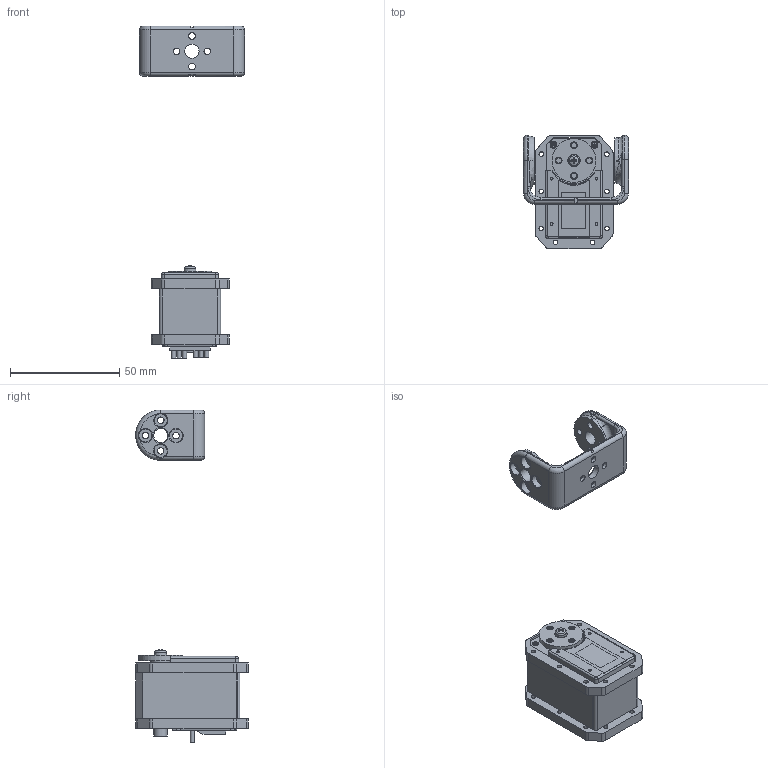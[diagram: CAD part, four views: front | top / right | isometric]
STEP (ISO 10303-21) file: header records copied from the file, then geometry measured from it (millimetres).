
FILE_DESCRIPTION(/* description */ (''),/* implementation_level */ '2;1');
FILE_NAME(/* name */ 'neck.step',/* time_stamp */ '2025-12-21T14:54:27+01:00',/* author */ (''),/* organization */ (''),/* preprocessor_version */ 'ST-DEVELOPER v20.1',/* originating_system */ 'Autodesk Translation Framework v14.21.0.0',/* authorisation */ '');
FILE_SCHEMA (('AUTOMOTIVE_DESIGN { 1 0 10303 214 3 1 1 }'));
Products named in the file (8): neck_Dfaut; feetech-servo-adapter; STS3215_03a; Composant3; Composant4; PHS JIS B 1111 - M3 x 4 - H Acier inoxydable A2 Standard; vis; connector F
Assembly tree (9 placements, depth 4):
  neck_Dfaut
    feetech-servo-adapter
      STS3215_03a
        Composant3
        Composant4
        vis  x2
        connector F  x2
        PHS JIS B 1111 - M3 x 4 - H Acier inoxydable A2 Standard
Bounding box: 48 x 51.61 x 151.75 mm (x, y, z)
Volume: 51525.6 mm3; surface area: 29035.9 mm2
Topology: 10 solids, 10 shells, 992 faces, 2787 edges, 1859 vertices
Faces by surface type: plane 537, cylinder 356, torus 36, cone 35, bspline 27, sphere 1
Full cylindrical faces by diameter (mm): 1 x6, 1.271 x4, 1.5 x10, 2 x6, 2.075 x16, 2.5 x1, 2.529 x24, 2.927 x1, 3 x14, 3.086 x24, 3.1 x3, 3.5 x2, 6 x15, 6.5 x3, 9 x1, 10 x2, 20 x1
Entity records: 49144 total; most frequent: CARTESIAN_POINT 25635, ORIENTED_EDGE 5046, DIRECTION 4695, EDGE_CURVE 2523, VERTEX_POINT 1685, AXIS2_PLACEMENT_3D 1673, LINE 1349, VECTOR 1349
